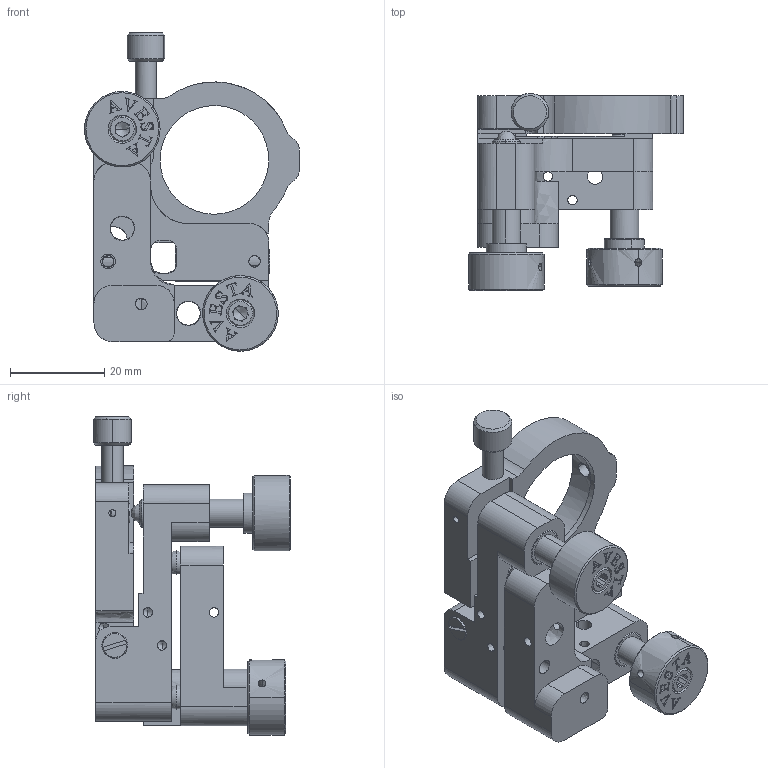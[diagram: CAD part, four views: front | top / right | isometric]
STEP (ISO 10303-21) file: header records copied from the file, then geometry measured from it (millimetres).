
FILE_DESCRIPTION(/* description */ (''),/* implementation_level */ '2;1');
FILE_NAME(/* name */ '01_MMFS-LB',/* time_stamp */ '2024-08-22T15:06:30+03:00',/* author */ (''),/* organization */ (''),/* preprocessor_version */ 'ST-DEVELOPER v15',/* originating_system */ '',/* authorisation */ '');
FILE_SCHEMA (('AUTOMOTIVE_DESIGN'));
Length unit declared in the file: millimetre
Products named in the file (1): Document
Bounding box: 45.5 x 41.7 x 67.38 mm (x, y, z)
Volume: 28543 mm3; surface area: 20832.8 mm2
Topology: 19 solids, 19 shells, 779 faces, 2189 edges, 1436 vertices
Faces by surface type: bspline 449, plane 330
Entity records: 28211 total; most frequent: CARTESIAN_POINT 15393, ORIENTED_EDGE 4302, EDGE_CURVE 2151, VERTEX_POINT 1436, B_SPLINE_CURVE_WITH_KNOTS 1193, EDGE_LOOP 883, ADVANCED_FACE 779, FACE_OUTER_BOUND 779
